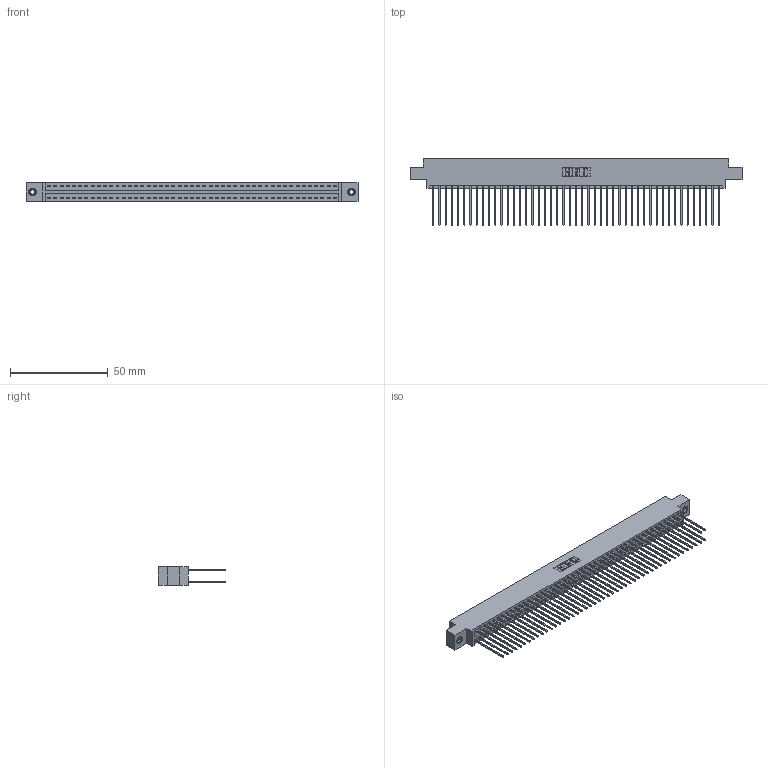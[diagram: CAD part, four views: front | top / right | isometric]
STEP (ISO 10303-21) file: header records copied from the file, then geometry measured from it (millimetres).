
FILE_DESCRIPTION (( 'STEP AP203' ), '1' );
FILE_NAME ('346-094-541-808.STEP', '2018-08-30T05:27:47', ( '' ), ( '' ), 'SwSTEP 2.0', 'SolidWorks 2016', '' );
FILE_SCHEMA (( 'CONFIG_CONTROL_DESIGN' ));
Length unit declared in the file: inch
Products named in the file (4): 345-250-001_345-250-003-102; 346-094-541-808; 346 Part_0.170 Offset - 0.156 Dia-TI; 345-292-001_345-293-141
Assembly tree (97 placements, depth 2):
  346-094-541-808
    346 Part_0.170 Offset - 0.156 Dia-TI
    345-292-001_345-293-141  x94
    345-250-001_345-250-003-102  x2
Bounding box: 169.8 x 34.29 x 9.4 mm (x, y, z)
Volume: 16974.5 mm3; surface area: 26197.2 mm2
Topology: 97 solids, 97 shells, 5074 faces, 15047 edges, 9898 vertices
Faces by surface type: plane 3402, cylinder 1656, cone 12, torus 4
Entity records: 31336 total; most frequent: CARTESIAN_POINT 5143, ORIENTED_EDGE 5070, DIRECTION 4609, EDGE_CURVE 2535, LINE 2195, VECTOR 2195, VERTEX_POINT 1684, AXIS2_PLACEMENT_3D 1207
